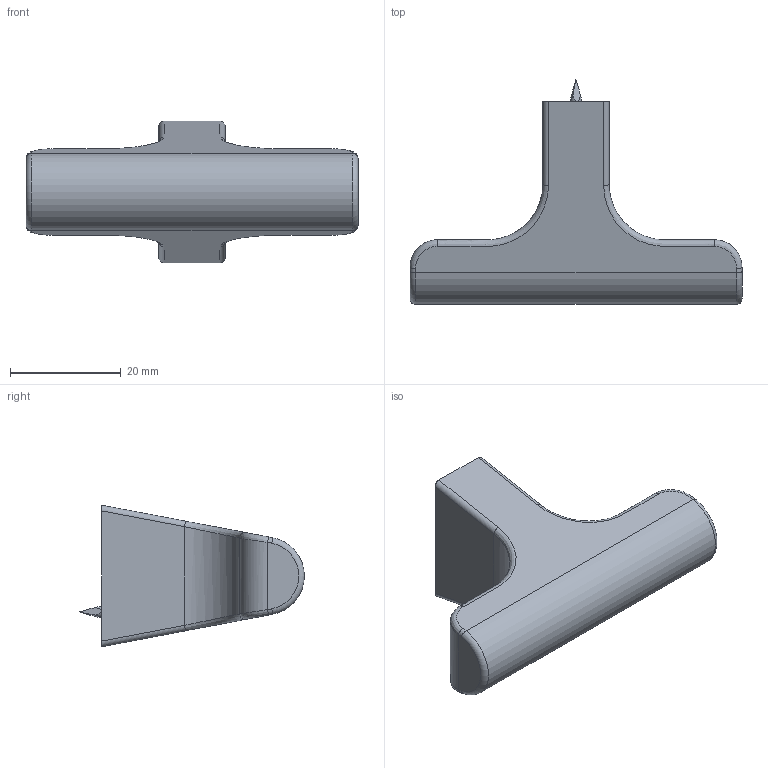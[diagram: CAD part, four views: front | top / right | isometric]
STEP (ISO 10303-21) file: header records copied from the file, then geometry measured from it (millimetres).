
FILE_DESCRIPTION(/* description */ (''),/* implementation_level */ '2;1');
FILE_NAME(/* name */ '0681_060 T_Assembly_01.stp',/* time_stamp */ '2024-09-24T16:13:41+02:00',/* author */ ('mantolin'),/* organization */ (''),/* preprocessor_version */ 'ST-DEVELOPER v18.1',/* originating_system */ 'Autodesk Inventor 2022',/* authorisation */ '');
FILE_SCHEMA (('AUTOMOTIVE_DESIGN { 1 0 10303 214 3 1 1 }'));
Length unit declared in the file: millimetre
Products named in the file (4): 0681_060 T_00; itakka 1 pom x viefe; iu_1_040_072_m063_l_0; Non Twisting pin 
Assembly tree (3 placements, depth 2):
  0681_060 T_00
    itakka 1 pom x viefe
    iu_1_040_072_m063_l_0
    Non Twisting pin 
Bounding box: 60 x 40.61 x 25.59 mm (x, y, z)
Volume: 15518.3 mm3; surface area: 5279.4 mm2
Topology: 3 solids, 3 shells, 55 faces, 111 edges, 67 vertices
Faces by surface type: plane 19, cylinder 18, bspline 12, cone 4, torus 2
Full cylindrical faces by diameter (mm): 2 x2, 3.3 x1, 5.1 x2, 5.55 x1, 6 x2, 6.3 x1
Entity records: 2897 total; most frequent: CARTESIAN_POINT 1579, DIRECTION 237, ORIENTED_EDGE 222, EDGE_CURVE 111, AXIS2_PLACEMENT_3D 96, VERTEX_POINT 67, EDGE_LOOP 62, FACE_OUTER_BOUND 55
